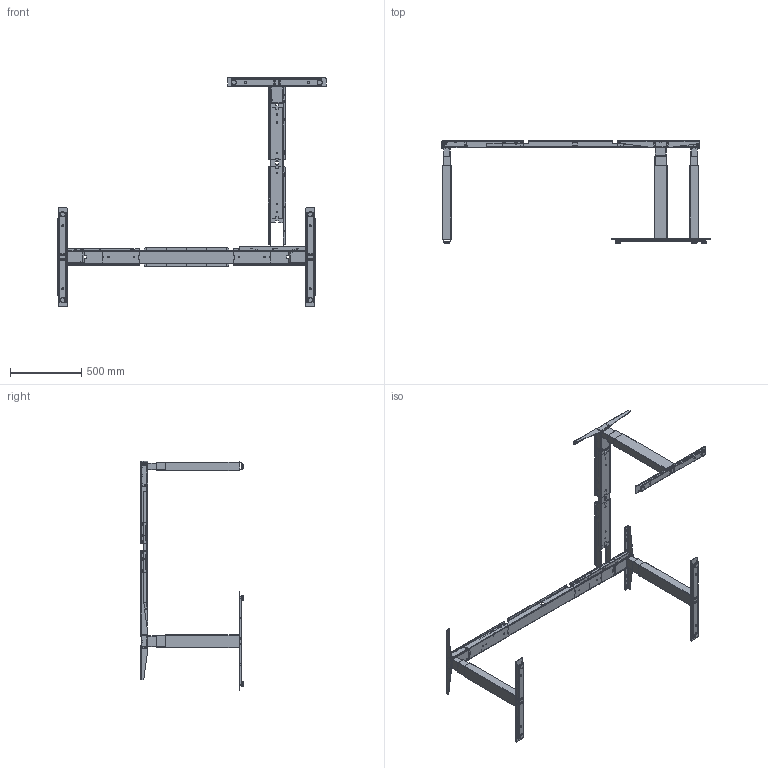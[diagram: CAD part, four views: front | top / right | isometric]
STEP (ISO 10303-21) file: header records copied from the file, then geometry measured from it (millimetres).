
FILE_DESCRIPTION (( 'STEP AP203' ), '1' );
FILE_NAME ('CL33AAxxxxxxx_Fl174_Fl115.STEP', '2017-12-01T11:08:26', ( '' ), ( '' ), 'SwSTEP 2.0', 'SolidWorks 2015', '' );
FILE_SCHEMA (( 'CONFIG_CONTROL_DESIGN' ));
Products named in the file (1): CL33AAxxxxxxx_Fl174_Fl115
Bounding box: 1877 x 716.7 x 1602.88 mm (x, y, z)
Surface area: 3078814.2 mm2 (no closed solid volume)
Topology: 0 solids, 260 shells, 2036 faces, 10663 edges, 8590 vertices
Faces by surface type: plane 1053, cylinder 704, torus 109, cone 83, sphere 51, bspline 36
Entity records: 106389 total; most frequent: CARTESIAN_POINT 26164, DIRECTION 16586, ORIENTED_EDGE 13964, EDGE_CURVE 10650, VERTEX_POINT 8590, LINE 6414, VECTOR 6414, AXIS2_PLACEMENT_3D 5086
